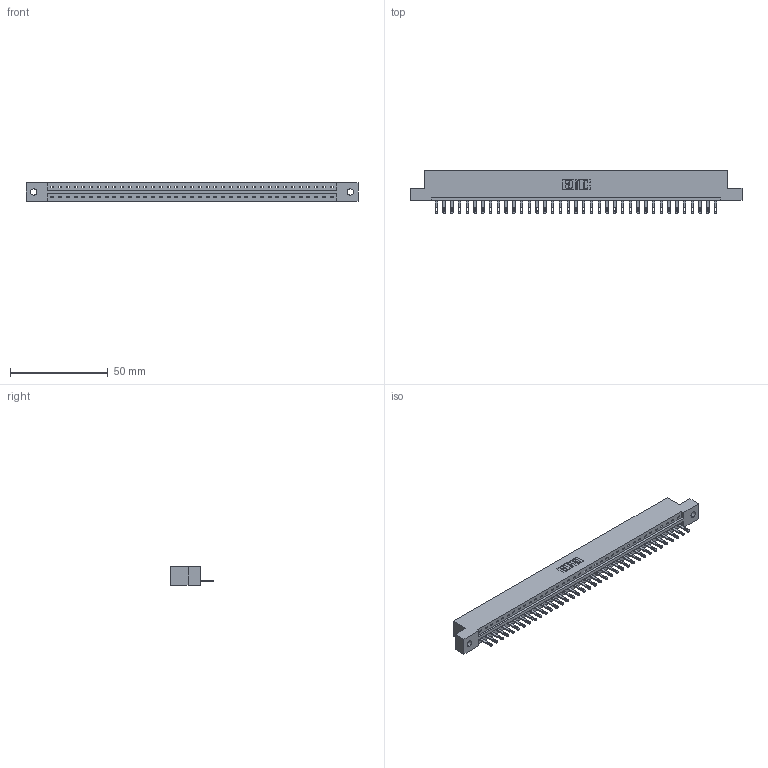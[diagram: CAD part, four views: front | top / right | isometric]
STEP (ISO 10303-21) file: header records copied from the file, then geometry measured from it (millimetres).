
FILE_DESCRIPTION (( 'STEP AP203' ), '1' );
FILE_NAME ('337-037-500-102.STEP', '2019-10-01T14:49:52', ( '' ), ( '' ), 'SwSTEP 2.0', 'SolidWorks 2016', '' );
FILE_SCHEMA (( 'CONFIG_CONTROL_DESIGN' ));
Length unit declared in the file: inch
Products named in the file (3): 345-292-001_345-293-100; 337 Part_Flush Mounting Lugs - 0.128 Dia; 337-037-500-102
Assembly tree (38 placements, depth 2):
  337-037-500-102
    337 Part_Flush Mounting Lugs - 0.128 Dia
    345-292-001_345-293-100  x37
Bounding box: 169.62 x 21.85 x 9.4 mm (x, y, z)
Volume: 17552.9 mm3; surface area: 17927.1 mm2
Topology: 38 solids, 38 shells, 2260 faces, 6971 edges, 4646 vertices
Faces by surface type: plane 1550, cylinder 710
Entity records: 28083 total; most frequent: CARTESIAN_POINT 4897, ORIENTED_EDGE 4870, DIRECTION 4133, EDGE_CURVE 2435, LINE 2303, VECTOR 2303, VERTEX_POINT 1622, AXIS2_PLACEMENT_3D 915
